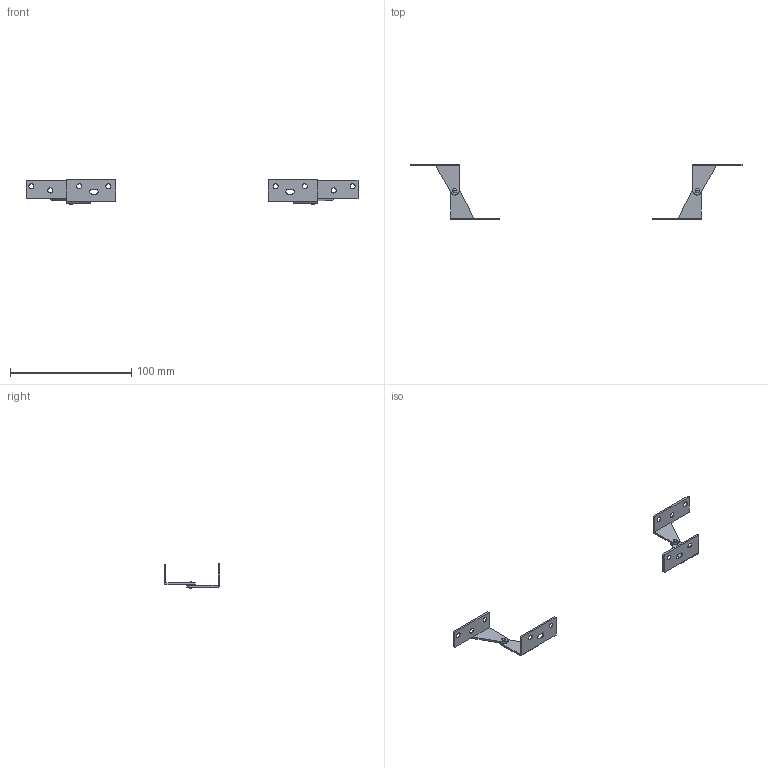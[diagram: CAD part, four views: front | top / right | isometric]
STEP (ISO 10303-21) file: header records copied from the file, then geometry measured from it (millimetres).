
FILE_DESCRIPTION (( 'STEP AP214' ), '1' );
FILE_NAME ('B-1057-3_.STEP', '2022-12-27T04:49:01', ( '' ), ( '' ), 'SwSTEP 2.0', 'SolidWorks 2021', '' );
FILE_SCHEMA (( 'AUTOMOTIVE_DESIGN' ));
Length unit declared in the file: millimetre
Products named in the file (7): B-1057-3ヒンジB_; B-1057-3ヒンジC_; B-1057-3ヒンジA_; B-1057-3ヒンジD_; B-1057-3_; B-1057-3シャフト_; B-1057-3儚僢僔儍乕_
Assembly tree (8 placements, depth 2):
  B-1057-3_
    B-1057-3ヒンジA_
    B-1057-3シャフト_  x2
    B-1057-3儚僢僔儍乕_  x2
    B-1057-3ヒンジB_
    B-1057-3ヒンジC_
    B-1057-3ヒンジD_
Bounding box: 274 x 46 x 20.5 mm (x, y, z)
Volume: 5624 mm3; surface area: 9017.6 mm2
Topology: 8 solids, 8 shells, 138 faces, 322 edges, 204 vertices
Faces by surface type: cylinder 54, plane 52, cone 24, sphere 8
Entity records: 3962 total; most frequent: DIRECTION 686, CARTESIAN_POINT 629, ORIENTED_EDGE 592, EDGE_CURVE 296, AXIS2_PLACEMENT_3D 259, VERTEX_POINT 186, LINE 168, VECTOR 168
